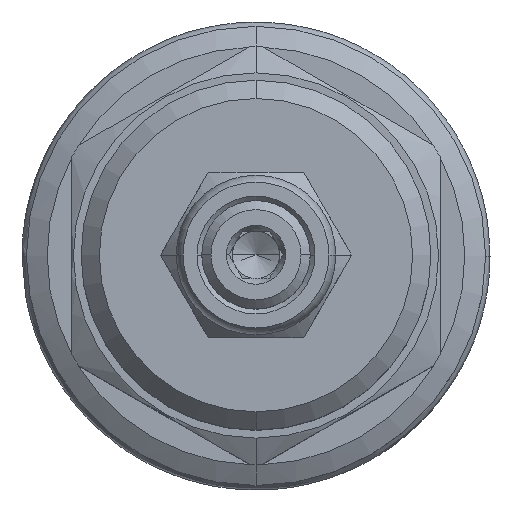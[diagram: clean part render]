
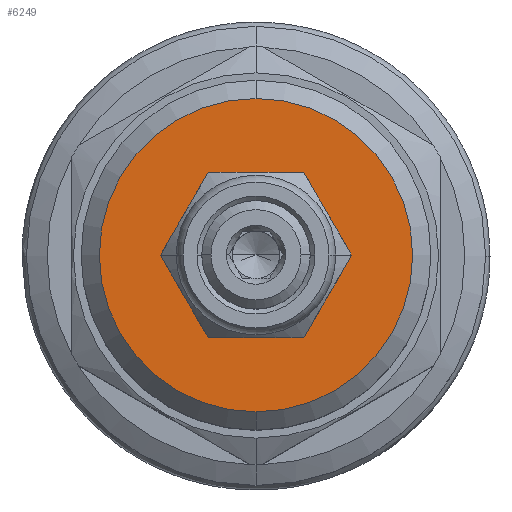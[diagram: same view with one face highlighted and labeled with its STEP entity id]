
A CAD part, top view. The second image highlights one B-rep face of the part: STEP entity #6249.
In plain terms, the highlighted planar face has unit normal (0, 0, 1).
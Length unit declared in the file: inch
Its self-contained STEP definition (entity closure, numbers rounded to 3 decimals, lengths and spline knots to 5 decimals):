
#2866=CARTESIAN_POINT('',(0.,0.,4.282));
#2867=DIRECTION('',(0.,0.,1.));
#2868=DIRECTION('',(-1.,0.,0.));
#2869=AXIS2_PLACEMENT_3D('',#2866,#2867,#2868);
#2871=CARTESIAN_POINT('',(0.,0.,4.282));
#2872=DIRECTION('',(0.,0.,1.));
#2873=DIRECTION('',(1.,0.,0.));
#2874=AXIS2_PLACEMENT_3D('',#2871,#2872,#2873);
#2876=CARTESIAN_POINT('',(0.,0.,4.282));
#2877=DIRECTION('',(0.,0.,1.));
#2878=DIRECTION('',(0.,-1.,0.));
#2879=AXIS2_PLACEMENT_3D('',#2876,#2877,#2878);
#2894=CARTESIAN_POINT('',(0.,0.,4.282));
#2895=DIRECTION('',(0.,0.,1.));
#2896=DIRECTION('',(0.,1.,0.));
#2897=AXIS2_PLACEMENT_3D('',#2894,#2895,#2896);
#4941=CARTESIAN_POINT('',(0.,0.532,4.282));
#4942=CARTESIAN_POINT('',(0.,-0.532,4.282));
#4943=VERTEX_POINT('',#4941);
#4944=VERTEX_POINT('',#4942);
#5214=CARTESIAN_POINT('',(-0.271,0.,4.282));
#5215=CARTESIAN_POINT('',(0.271,0.,4.282));
#5216=VERTEX_POINT('',#5214);
#5217=VERTEX_POINT('',#5215);
#6233=CARTESIAN_POINT('',(0.,0.,4.282));
#6234=DIRECTION('',(0.,0.,1.));
#6235=DIRECTION('',(0.,1.,0.));
#6236=AXIS2_PLACEMENT_3D('',#6233,#6234,#6235);
#6237=PLANE('',#6236);
#6239=ORIENTED_EDGE('',*,*,#6238,.F.);
#6241=ORIENTED_EDGE('',*,*,#6240,.F.);
#6242=EDGE_LOOP('',(#6239,#6241));
#6243=FACE_OUTER_BOUND('',#6242,.F.);
#6244=ORIENTED_EDGE('',*,*,#6223,.T.);
#6246=ORIENTED_EDGE('',*,*,#6245,.T.);
#6247=EDGE_LOOP('',(#6244,#6246));
#6248=FACE_BOUND('',#6247,.F.);
#6249=ADVANCED_FACE('',(#6243,#6248),#6237,.T.);
#2870=CIRCLE('',#2869,0.271);
#2875=CIRCLE('',#2874,0.271);
#2880=CIRCLE('',#2879,0.532);
#2898=CIRCLE('',#2897,0.532);
#6223=EDGE_CURVE('',#5216,#5217,#2870,.T.);
#6238=EDGE_CURVE('',#4944,#4943,#2880,.T.);
#6240=EDGE_CURVE('',#4943,#4944,#2898,.T.);
#6245=EDGE_CURVE('',#5217,#5216,#2875,.T.);
